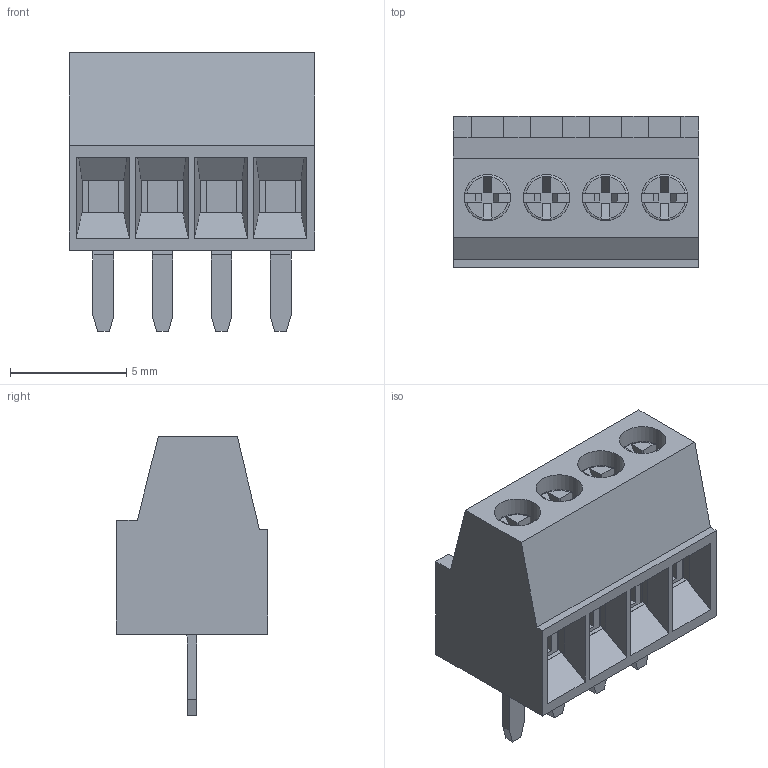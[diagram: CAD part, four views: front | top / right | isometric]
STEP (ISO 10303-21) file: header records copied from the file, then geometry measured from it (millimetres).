
FILE_DESCRIPTION(/* description */ ('Unknown'),/* implementation_level */ '2;1');
FILE_NAME(/* name */ '691210910004',/* time_stamp */ '2017-07-03T14:50:09+02:00',/* author */ ('Unknown'),/* organization */ ('Unknown'),/* preprocessor_version */ 'ST-DEVELOPER v16.7',/* originating_system */ 'DEX',/* authorisation */ $);
FILE_SCHEMA (('AUTOMOTIVE_DESIGN {1 0 10303 214 3 1 1}'));
Length unit declared in the file: millimetre
Products named in the file (5): 6912109100xx; 691210910004; 6912109100xx_CAGE; 6912109100xx_PIN; 6912109100xx_VIS
Assembly tree (13 placements, depth 2):
  6912109100xx
    691210910004
    6912109100xx_CAGE  x4
    6912109100xx_PIN  x4
    6912109100xx_VIS  x4
Bounding box: 10.56 x 6.5 x 12 mm (x, y, z)
Volume: 344 mm3; surface area: 1329.1 mm2
Topology: 13 solids, 13 shells, 466 faces, 1248 edges, 808 vertices
Faces by surface type: plane 406, cylinder 44, torus 12, cone 4
Full cylindrical faces by diameter (mm): 1.5 x8, 1.7 x4, 2 x4, 2.1 x4
Entity records: 8036 total; most frequent: CARTESIAN_POINT 1373, ORIENTED_EDGE 1308, DIRECTION 1202, EDGE_CURVE 654, LINE 596, VECTOR 596, VERTEX_POINT 434, AXIS2_PLACEMENT_3D 303
